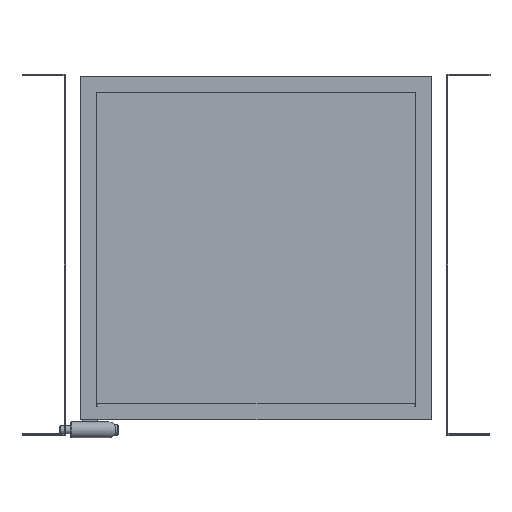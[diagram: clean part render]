
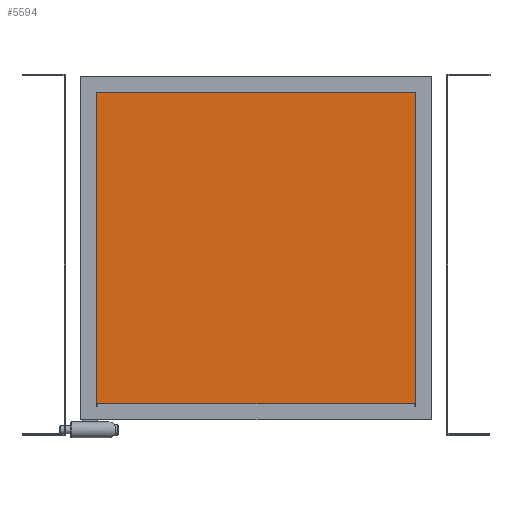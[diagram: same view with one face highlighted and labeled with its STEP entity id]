
A CAD part, top view. The second image highlights one B-rep face of the part: STEP entity #5594.
In plain terms, the highlighted planar face has unit normal (0, 0, 1).
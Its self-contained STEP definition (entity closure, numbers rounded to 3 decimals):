
#429=PLANE('',#6013);
#679=FACE_OUTER_BOUND('',#979,.T.);
#979=EDGE_LOOP('',(#5000,#5001,#5002,#5003));
#1525=LINE('',#10178,#2090);
#1529=LINE('',#10186,#2094);
#1532=LINE('',#10192,#2097);
#1533=LINE('',#10193,#2098);
#2090=VECTOR('',#7253,10.);
#2094=VECTOR('',#7259,10.);
#2097=VECTOR('',#7264,10.);
#2098=VECTOR('',#7265,10.);
#2731=VERTEX_POINT('',#10176);
#2732=VERTEX_POINT('',#10177);
#2735=VERTEX_POINT('',#10185);
#2737=VERTEX_POINT('',#10191);
#3511=EDGE_CURVE('',#2731,#2732,#1525,.T.);
#3515=EDGE_CURVE('',#2735,#2731,#1529,.T.);
#3518=EDGE_CURVE('',#2732,#2737,#1532,.T.);
#3519=EDGE_CURVE('',#2737,#2735,#1533,.T.);
#5000=ORIENTED_EDGE('',*,*,#3518,.T.);
#5001=ORIENTED_EDGE('',*,*,#3519,.T.);
#5002=ORIENTED_EDGE('',*,*,#3515,.T.);
#5003=ORIENTED_EDGE('',*,*,#3511,.T.);
#5594=ADVANCED_FACE('',(#679),#429,.T.);
#6013=AXIS2_PLACEMENT_3D('',#10190,#7262,#7263);
#7253=DIRECTION('',(1.,0.,0.));
#7259=DIRECTION('',(0.,-1.,0.));
#7262=DIRECTION('center_axis',(0.,0.,
1.));
#7263=DIRECTION('ref_axis',(1.,0.,0.));
#7264=DIRECTION('',(0.,1.,0.));
#7265=DIRECTION('',(-1.,0.,0.));
#10176=CARTESIAN_POINT('',(-221.,-207.75,146.));
#10177=CARTESIAN_POINT('',(221.,-207.75,146.));
#10178=CARTESIAN_POINT('',(-111.25,-207.75,146.));
#10185=CARTESIAN_POINT('',(-221.,224.25,146.));
#10186=CARTESIAN_POINT('',(-221.,117.,146.));
#10190=CARTESIAN_POINT('Origin',(0.,8.25,
146.));
#10191=CARTESIAN_POINT('',(221.,224.25,146.));
#10192=CARTESIAN_POINT('',(221.,-100.5,146.));
#10193=CARTESIAN_POINT('',(111.25,224.25,146.));
